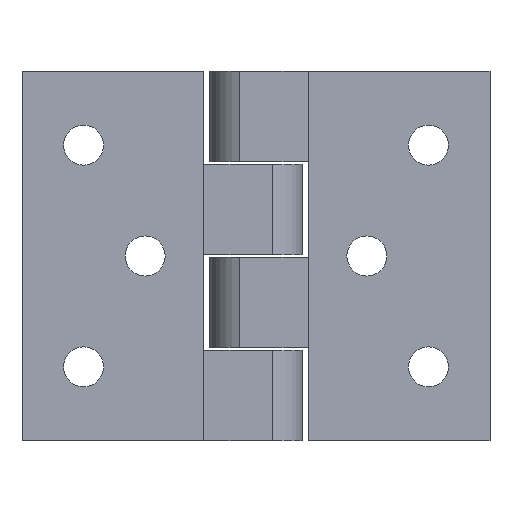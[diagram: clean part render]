
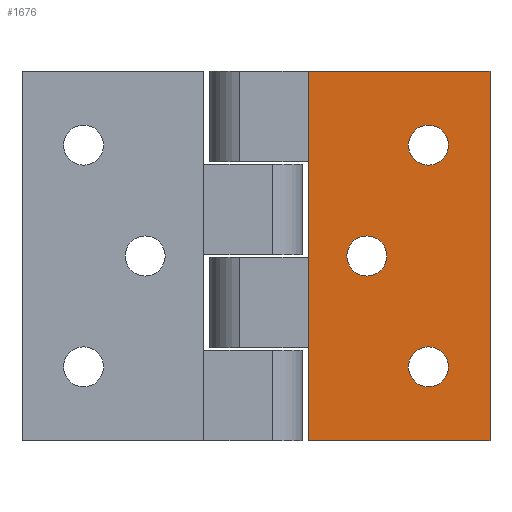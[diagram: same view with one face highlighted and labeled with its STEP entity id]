
A CAD part, front view. The second image highlights one B-rep face of the part: STEP entity #1676.
In plain terms, the highlighted planar face has unit normal (0, -1, 0).
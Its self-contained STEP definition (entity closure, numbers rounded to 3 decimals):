
#59 = CARTESIAN_POINT ( 'NONE',  ( 22., 0.25, 0. ) ) ;
#92 = VECTOR ( 'NONE', #3461, 1000. ) ;
#111 = CIRCLE ( 'NONE', #1323, 3.25 ) ;
#149 = AXIS2_PLACEMENT_3D ( 'NONE', #995, #4274, #4226 ) ;
#280 = EDGE_CURVE ( 'NONE', #387, #1464, #111, .T. ) ;
#291 = FACE_BOUND ( 'NONE', #3871, .T. ) ;
#385 = CARTESIAN_POINT ( 'NONE',  ( 15.75, 0.25, 30. ) ) ;
#387 = VERTEX_POINT ( 'NONE', #3613 ) ;
#459 = ORIENTED_EDGE ( 'NONE', *, *, #3420, .T. ) ;
#478 = ORIENTED_EDGE ( 'NONE', *, *, #1867, .F. ) ;
#525 = DIRECTION ( 'NONE',  ( -1., 0., 0. ) ) ;
#564 = LINE ( 'NONE', #3092, #2467 ) ;
#628 = LINE ( 'NONE', #1030, #1989 ) ;
#704 = VERTEX_POINT ( 'NONE', #3601 ) ;
#802 = CARTESIAN_POINT ( 'NONE',  ( 25.25, 0.25, 0. ) ) ;
#936 = EDGE_CURVE ( 'NONE', #1820, #1204, #3046, .T. ) ;
#979 = VERTEX_POINT ( 'NONE', #4338 ) ;
#995 = CARTESIAN_POINT ( 'NONE',  ( 35.25, 0.25, -18. ) ) ;
#1028 = DIRECTION ( 'NONE',  ( 0., 1., 0. ) ) ;
#1030 = CARTESIAN_POINT ( 'NONE',  ( 45.25, 0.25, 30. ) ) ;
#1046 = CARTESIAN_POINT ( 'NONE',  ( 35.25, 0.25, -18. ) ) ;
#1117 = DIRECTION ( 'NONE',  ( -1., 0., 0. ) ) ;
#1126 = ORIENTED_EDGE ( 'NONE', *, *, #280, .T. ) ;
#1129 = DIRECTION ( 'NONE',  ( -1., 0., 0. ) ) ;
#1204 = VERTEX_POINT ( 'NONE', #1965 ) ;
#1218 = VECTOR ( 'NONE', #4152, 1000. ) ;
#1243 = DIRECTION ( 'NONE',  ( 0., 1., 0. ) ) ;
#1281 = EDGE_CURVE ( 'NONE', #1820, #979, #564, .T. ) ;
#1323 = AXIS2_PLACEMENT_3D ( 'NONE', #4615, #1028, #3245 ) ;
#1325 = EDGE_CURVE ( 'NONE', #1204, #3139, #1702, .T. ) ;
#1464 = VERTEX_POINT ( 'NONE', #4284 ) ;
#1538 = CIRCLE ( 'NONE', #4164, 3.25 ) ;
#1675 = EDGE_CURVE ( 'NONE', #2309, #2767, #2034, .T. ) ;
#1676 = ADVANCED_FACE ( 'NONE', ( #3100, #3141, #291, #2831 ), #3894, .F. ) ;
#1702 = LINE ( 'NONE', #2028, #92 ) ;
#1820 = VERTEX_POINT ( 'NONE', #385 ) ;
#1867 = EDGE_CURVE ( 'NONE', #2767, #2309, #3235, .T. ) ;
#1965 = CARTESIAN_POINT ( 'NONE',  ( 15.75, 0.25, -30. ) ) ;
#1989 = VECTOR ( 'NONE', #4663, 1000. ) ;
#2014 = EDGE_CURVE ( 'NONE', #2181, #704, #3719, .T. ) ;
#2028 = CARTESIAN_POINT ( 'NONE',  ( 16.5, 0.25, -30. ) ) ;
#2034 = CIRCLE ( 'NONE', #149, 3.25 ) ;
#2099 = ORIENTED_EDGE ( 'NONE', *, *, #1675, .F. ) ;
#2181 = VERTEX_POINT ( 'NONE', #59 ) ;
#2280 = EDGE_LOOP ( 'NONE', ( #2566, #4432 ) ) ;
#2299 = AXIS2_PLACEMENT_3D ( 'NONE', #2412, #4578, #4538 ) ;
#2309 = VERTEX_POINT ( 'NONE', #3496 ) ;
#2412 = CARTESIAN_POINT ( 'NONE',  ( 25.25, 0.25, 0. ) ) ;
#2467 = VECTOR ( 'NONE', #3417, 1000. ) ;
#2566 = ORIENTED_EDGE ( 'NONE', *, *, #2014, .T. ) ;
#2693 = CARTESIAN_POINT ( 'NONE',  ( 15.75, 0.25, 30. ) ) ;
#2744 = DIRECTION ( 'NONE',  ( -1., 0., 0. ) ) ;
#2767 = VERTEX_POINT ( 'NONE', #3322 ) ;
#2831 = FACE_BOUND ( 'NONE', #2879, .T. ) ;
#2879 = EDGE_LOOP ( 'NONE', ( #2099, #478 ) ) ;
#2896 = CARTESIAN_POINT ( 'NONE',  ( 35.25, 0.25, 18. ) ) ;
#3046 = LINE ( 'NONE', #2693, #1218 ) ;
#3092 = CARTESIAN_POINT ( 'NONE',  ( 16.5, 0.25, 30. ) ) ;
#3100 = FACE_OUTER_BOUND ( 'NONE', #3165, .T. ) ;
#3113 = CARTESIAN_POINT ( 'NONE',  ( 45.25, 0.25, -30. ) ) ;
#3139 = VERTEX_POINT ( 'NONE', #3113 ) ;
#3141 = FACE_BOUND ( 'NONE', #2280, .T. ) ;
#3165 = EDGE_LOOP ( 'NONE', ( #4345, #4543, #4368, #3283 ) ) ;
#3235 = CIRCLE ( 'NONE', #3762, 3.25 ) ;
#3239 = DIRECTION ( 'NONE',  ( 0., -1., 0. ) ) ;
#3245 = DIRECTION ( 'NONE',  ( -1., 0., 0. ) ) ;
#3270 = DIRECTION ( 'NONE',  ( 0., 1., 0. ) ) ;
#3283 = ORIENTED_EDGE ( 'NONE', *, *, #936, .T. ) ;
#3322 = CARTESIAN_POINT ( 'NONE',  ( 38.5, 0.25, -18. ) ) ;
#3417 = DIRECTION ( 'NONE',  ( 1., 0., 0. ) ) ;
#3420 = EDGE_CURVE ( 'NONE', #1464, #387, #1538, .T. ) ;
#3461 = DIRECTION ( 'NONE',  ( 1., 0., 0. ) ) ;
#3496 = CARTESIAN_POINT ( 'NONE',  ( 32., 0.25, -18. ) ) ;
#3601 = CARTESIAN_POINT ( 'NONE',  ( 28.5, 0.25, 0. ) ) ;
#3613 = CARTESIAN_POINT ( 'NONE',  ( 38.5, 0.25, 18. ) ) ;
#3719 = CIRCLE ( 'NONE', #2299, 3.25 ) ;
#3735 = EDGE_CURVE ( 'NONE', #979, #3139, #628, .T. ) ;
#3762 = AXIS2_PLACEMENT_3D ( 'NONE', #1046, #3239, #1117 ) ;
#3822 = CIRCLE ( 'NONE', #4437, 3.25 ) ;
#3871 = EDGE_LOOP ( 'NONE', ( #459, #1126 ) ) ;
#3894 = PLANE ( 'NONE',  #4522 ) ;
#4152 = DIRECTION ( 'NONE',  ( 0., 0., -1. ) ) ;
#4164 = AXIS2_PLACEMENT_3D ( 'NONE', #2896, #3270, #1129 ) ;
#4226 = DIRECTION ( 'NONE',  ( -1., 0., 0. ) ) ;
#4274 = DIRECTION ( 'NONE',  ( 0., -1., 0. ) ) ;
#4284 = CARTESIAN_POINT ( 'NONE',  ( 32., 0.25, 18. ) ) ;
#4338 = CARTESIAN_POINT ( 'NONE',  ( 45.25, 0.25, 30. ) ) ;
#4345 = ORIENTED_EDGE ( 'NONE', *, *, #1325, .T. ) ;
#4368 = ORIENTED_EDGE ( 'NONE', *, *, #1281, .F. ) ;
#4432 = ORIENTED_EDGE ( 'NONE', *, *, #4550, .T. ) ;
#4437 = AXIS2_PLACEMENT_3D ( 'NONE', #802, #1243, #525 ) ;
#4522 = AXIS2_PLACEMENT_3D ( 'NONE', #4542, #4609, #2744 ) ;
#4538 = DIRECTION ( 'NONE',  ( -1., 0., 0. ) ) ;
#4542 = CARTESIAN_POINT ( 'NONE',  ( 46., 0.25, 30. ) ) ;
#4543 = ORIENTED_EDGE ( 'NONE', *, *, #3735, .F. ) ;
#4550 = EDGE_CURVE ( 'NONE', #704, #2181, #3822, .T. ) ;
#4578 = DIRECTION ( 'NONE',  ( 0., 1., 0. ) ) ;
#4609 = DIRECTION ( 'NONE',  ( 0., 1., 0. ) ) ;
#4615 = CARTESIAN_POINT ( 'NONE',  ( 35.25, 0.25, 18. ) ) ;
#4663 = DIRECTION ( 'NONE',  ( 0., 0., -1. ) ) ;
